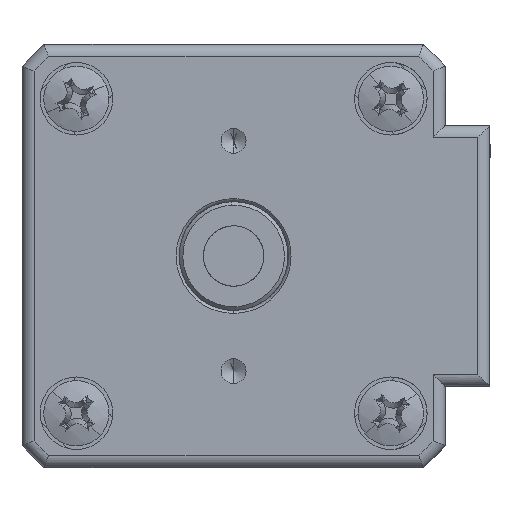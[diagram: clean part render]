
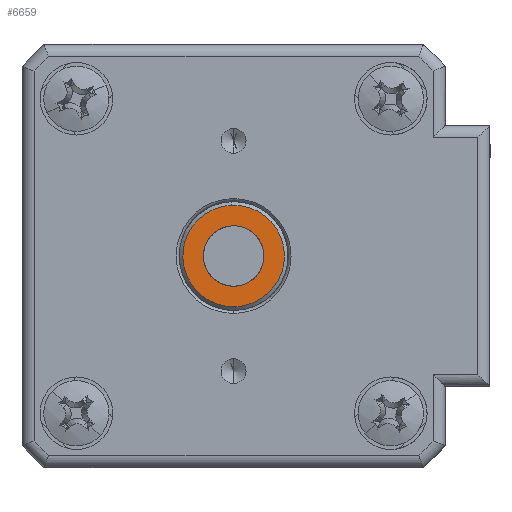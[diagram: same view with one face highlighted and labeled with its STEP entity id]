
A CAD part, front view. The second image highlights one B-rep face of the part: STEP entity #6659.
In plain terms, the highlighted planar face has unit normal (0, -1, 0).
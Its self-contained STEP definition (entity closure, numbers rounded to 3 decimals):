
#174 = CIRCLE ( 'NONE', #7303, 4.2 ) ;
#718 = DIRECTION ( 'NONE',  ( 0., 1., 0. ) ) ;
#868 = DIRECTION ( 'NONE',  ( 0., -1., 0. ) ) ;
#1234 = DIRECTION ( 'NONE',  ( 0., -1., 0. ) ) ;
#1729 = CIRCLE ( 'NONE', #7354, 2.5 ) ;
#1942 = VERTEX_POINT ( 'NONE', #8816 ) ;
#1949 = CARTESIAN_POINT ( 'NONE',  ( -51.225, 3.154, 19. ) ) ;
#2118 = ORIENTED_EDGE ( 'NONE', *, *, #7814, .T. ) ;
#2184 = CARTESIAN_POINT ( 'NONE',  ( -46.729, 3.154, 19.199 ) ) ;
#2368 = CIRCLE ( 'NONE', #5283, 4.2 ) ;
#2730 = DIRECTION ( 'NONE',  ( -0.044, 0., 0.999 ) ) ;
#3091 = EDGE_CURVE ( 'NONE', #6856, #4355, #9590, .T. ) ;
#3126 = CARTESIAN_POINT ( 'NONE',  ( -51.04, 3.154, 14.804 ) ) ;
#3872 = DIRECTION ( 'NONE',  ( -0.044, 0., 0.999 ) ) ;
#3943 = CARTESIAN_POINT ( 'NONE',  ( -51.225, 3.154, 19. ) ) ;
#4355 = VERTEX_POINT ( 'NONE', #4379 ) ;
#4379 = CARTESIAN_POINT ( 'NONE',  ( -51.335, 3.154, 21.498 ) ) ;
#4385 = FACE_OUTER_BOUND ( 'NONE', #5273, .T. ) ;
#4425 = FACE_BOUND ( 'NONE', #4674, .T. ) ;
#4674 = EDGE_LOOP ( 'NONE', ( #6852, #6036 ) ) ;
#5273 = EDGE_LOOP ( 'NONE', ( #7575, #2118 ) ) ;
#5283 = AXIS2_PLACEMENT_3D ( 'NONE', #5725, #1234, #6460 ) ;
#5371 = CARTESIAN_POINT ( 'NONE',  ( -51.225, 3.154, 19. ) ) ;
#5713 = CARTESIAN_POINT ( 'NONE',  ( -51.115, 3.154, 16.502 ) ) ;
#5725 = CARTESIAN_POINT ( 'NONE',  ( -51.225, 3.154, 19. ) ) ;
#5936 = DIRECTION ( 'NONE',  ( -0.044, 0., 0.999 ) ) ;
#6036 = ORIENTED_EDGE ( 'NONE', *, *, #3091, .T. ) ;
#6090 = DIRECTION ( 'NONE',  ( -0.044, 0., 0.999 ) ) ;
#6460 = DIRECTION ( 'NONE',  ( -0.044, 0., 0.999 ) ) ;
#6659 = ADVANCED_FACE ( 'NONE', ( #4385, #4425 ), #8111, .F. ) ;
#6852 = ORIENTED_EDGE ( 'NONE', *, *, #8335, .T. ) ;
#6856 = VERTEX_POINT ( 'NONE', #5713 ) ;
#7104 = VERTEX_POINT ( 'NONE', #3126 ) ;
#7151 = DIRECTION ( 'NONE',  ( 0., 1., 0. ) ) ;
#7171 = AXIS2_PLACEMENT_3D ( 'NONE', #3943, #7851, #3872 ) ;
#7303 = AXIS2_PLACEMENT_3D ( 'NONE', #5371, #868, #6090 ) ;
#7354 = AXIS2_PLACEMENT_3D ( 'NONE', #1949, #7151, #2730 ) ;
#7575 = ORIENTED_EDGE ( 'NONE', *, *, #9161, .T. ) ;
#7814 = EDGE_CURVE ( 'NONE', #7104, #1942, #2368, .T. ) ;
#7851 = DIRECTION ( 'NONE',  ( 0., 1., 0. ) ) ;
#8111 = PLANE ( 'NONE',  #8137 ) ;
#8137 = AXIS2_PLACEMENT_3D ( 'NONE', #2184, #718, #5936 ) ;
#8335 = EDGE_CURVE ( 'NONE', #4355, #6856, #1729, .T. ) ;
#8816 = CARTESIAN_POINT ( 'NONE',  ( -51.411, 3.154, 23.196 ) ) ;
#9161 = EDGE_CURVE ( 'NONE', #1942, #7104, #174, .T. ) ;
#9590 = CIRCLE ( 'NONE', #7171, 2.5 ) ;
